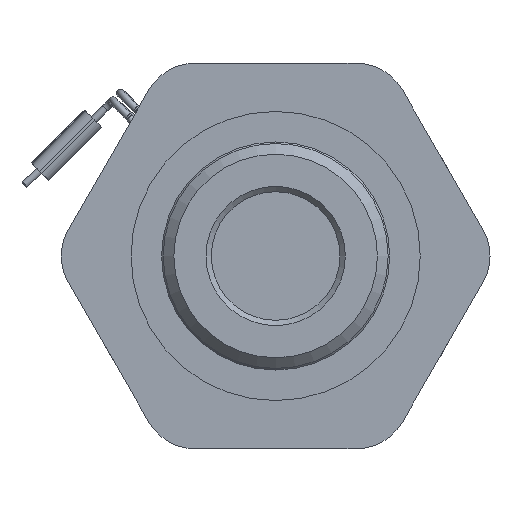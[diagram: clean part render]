
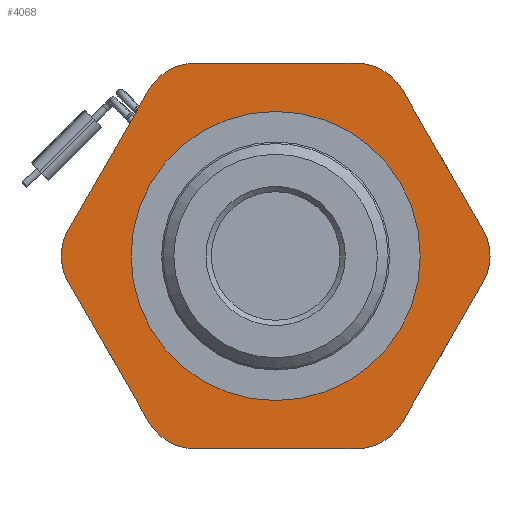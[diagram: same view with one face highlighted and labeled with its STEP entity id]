
A CAD part, front view. The second image highlights one B-rep face of the part: STEP entity #4068.
In plain terms, the highlighted planar face has unit normal (0, -1, 0).
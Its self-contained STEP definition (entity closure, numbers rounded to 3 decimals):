
#160 = FACE_OUTER_BOUND ( 'NONE', #3970, .T. ) ;
#209 = EDGE_CURVE ( 'NONE', #2371, #4803, #6650, .T. ) ;
#259 = VERTEX_POINT ( 'NONE', #4065 ) ;
#284 = FACE_BOUND ( 'NONE', #8646, .T. ) ;
#320 = DIRECTION ( 'NONE',  ( 0., -1., 0. ) ) ;
#598 = CARTESIAN_POINT ( 'NONE',  ( -7.506, -7., 18. ) ) ;
#715 = CARTESIAN_POINT ( 'NONE',  ( -11.836, -7., -15.5 ) ) ;
#759 = VECTOR ( 'NONE', #7781, 1000. ) ;
#917 = CIRCLE ( 'NONE', #4755, 5. ) ;
#1057 = VERTEX_POINT ( 'NONE', #4218 ) ;
#1063 = ORIENTED_EDGE ( 'NONE', *, *, #8373, .F. ) ;
#1192 = CARTESIAN_POINT ( 'NONE',  ( 18.963, -7., -3.154 ) ) ;
#1222 = ORIENTED_EDGE ( 'NONE', *, *, #3900, .F. ) ;
#1269 = LINE ( 'NONE', #4690, #6218 ) ;
#1303 = ORIENTED_EDGE ( 'NONE', *, *, #8135, .F. ) ;
#1312 = VECTOR ( 'NONE', #6610, 1000. ) ;
#1382 = VERTEX_POINT ( 'NONE', #1539 ) ;
#1393 = VERTEX_POINT ( 'NONE', #7559 ) ;
#1416 = CARTESIAN_POINT ( 'NONE',  ( 7.506, -7., 18. ) ) ;
#1425 = DIRECTION ( 'NONE',  ( 0., -1., 0. ) ) ;
#1474 = CARTESIAN_POINT ( 'NONE',  ( 13.5, -7., 0. ) ) ;
#1485 = DIRECTION ( 'NONE',  ( 0., -1., 0. ) ) ;
#1539 = CARTESIAN_POINT ( 'NONE',  ( 19.341, -7., -2.5 ) ) ;
#1644 = DIRECTION ( 'NONE',  ( 0., 0., -1. ) ) ;
#1748 = CARTESIAN_POINT ( 'NONE',  ( -7.506, -7., -13. ) ) ;
#1786 = VERTEX_POINT ( 'NONE', #1416 ) ;
#1916 = EDGE_CURVE ( 'NONE', #5912, #6234, #7685, .T. ) ;
#1937 = DIRECTION ( 'NONE',  ( 0.5, 0., -0.866 ) ) ;
#1939 = LINE ( 'NONE', #6389, #7196 ) ;
#2040 = LINE ( 'NONE', #7134, #2485 ) ;
#2127 = CARTESIAN_POINT ( 'NONE',  ( -12.213, -7., 14.846 ) ) ;
#2254 = VERTEX_POINT ( 'NONE', #5107 ) ;
#2346 = CARTESIAN_POINT ( 'NONE',  ( -15.011, -7., 0. ) ) ;
#2371 = VERTEX_POINT ( 'NONE', #598 ) ;
#2378 = ORIENTED_EDGE ( 'NONE', *, *, #8468, .F. ) ;
#2485 = VECTOR ( 'NONE', #1937, 1000. ) ;
#2599 = ORIENTED_EDGE ( 'NONE', *, *, #7498, .T. ) ;
#2606 = CIRCLE ( 'NONE', #8239, 5. ) ;
#2625 = CIRCLE ( 'NONE', #4805, 5. ) ;
#2725 = EDGE_CURVE ( 'NONE', #5912, #1393, #917, .T. ) ;
#2748 = DIRECTION ( 'NONE',  ( 0., 0., -1. ) ) ;
#2979 = VERTEX_POINT ( 'NONE', #5991 ) ;
#3065 = DIRECTION ( 'NONE',  ( 0., -1., 0. ) ) ;
#3069 = ORIENTED_EDGE ( 'NONE', *, *, #7998, .T. ) ;
#3098 = CIRCLE ( 'NONE', #3360, 5. ) ;
#3117 = DIRECTION ( 'NONE',  ( 0., 0., -1. ) ) ;
#3219 = LINE ( 'NONE', #1192, #1312 ) ;
#3315 = CIRCLE ( 'NONE', #7323, 5. ) ;
#3360 = AXIS2_PLACEMENT_3D ( 'NONE', #5529, #1485, #6192 ) ;
#3450 = DIRECTION ( 'NONE',  ( 0., 0., -1. ) ) ;
#3525 = ORIENTED_EDGE ( 'NONE', *, *, #7408, .F. ) ;
#3900 = EDGE_CURVE ( 'NONE', #2979, #2979, #6783, .T. ) ;
#3904 = ORIENTED_EDGE ( 'NONE', *, *, #5661, .T. ) ;
#3970 = EDGE_LOOP ( 'NONE', ( #1303, #7855, #6326, #2599, #6191, #4231, #2378, #3904, #3525, #7780, #1063, #3069 ) ) ;
#4045 = AXIS2_PLACEMENT_3D ( 'NONE', #6603, #1425, #2748 ) ;
#4065 = CARTESIAN_POINT ( 'NONE',  ( 11.836, -7., -15.5 ) ) ;
#4066 = DIRECTION ( 'NONE',  ( 0.5, 0., 0.866 ) ) ;
#4068 = ADVANCED_FACE ( 'NONE', ( #160, #284 ), #5495, .T. ) ;
#4144 = CARTESIAN_POINT ( 'NONE',  ( 7.506, -7., -13. ) ) ;
#4218 = CARTESIAN_POINT ( 'NONE',  ( 7.506, -7., -18. ) ) ;
#4231 = ORIENTED_EDGE ( 'NONE', *, *, #2725, .T. ) ;
#4353 = CARTESIAN_POINT ( 'NONE',  ( -19.341, -7., -2.5 ) ) ;
#4444 = EDGE_CURVE ( 'NONE', #1382, #5913, #3098, .T. ) ;
#4690 = CARTESIAN_POINT ( 'NONE',  ( 13.5, -7., -18. ) ) ;
#4755 = AXIS2_PLACEMENT_3D ( 'NONE', #1748, #5077, #3117 ) ;
#4770 = AXIS2_PLACEMENT_3D ( 'NONE', #1474, #6880, #6907 ) ;
#4775 = DIRECTION ( 'NONE',  ( 0., -1., 0. ) ) ;
#4803 = VERTEX_POINT ( 'NONE', #5911 ) ;
#4805 = AXIS2_PLACEMENT_3D ( 'NONE', #2346, #3065, #7052 ) ;
#4806 = CARTESIAN_POINT ( 'NONE',  ( 19.341, -7., 2.5 ) ) ;
#4849 = DIRECTION ( 'NONE',  ( 0., 0., -1. ) ) ;
#5077 = DIRECTION ( 'NONE',  ( 0., -1., 0. ) ) ;
#5107 = CARTESIAN_POINT ( 'NONE',  ( -19.341, -7., 2.5 ) ) ;
#5109 = CARTESIAN_POINT ( 'NONE',  ( -12.213, -7., -14.846 ) ) ;
#5178 = VECTOR ( 'NONE', #4066, 1000. ) ;
#5495 = PLANE ( 'NONE',  #4770 ) ;
#5529 = CARTESIAN_POINT ( 'NONE',  ( 15.011, -7., 0. ) ) ;
#5661 = EDGE_CURVE ( 'NONE', #1057, #259, #3315, .T. ) ;
#5910 = EDGE_CURVE ( 'NONE', #2254, #4803, #7216, .T. ) ;
#5911 = CARTESIAN_POINT ( 'NONE',  ( -11.836, -7., 15.5 ) ) ;
#5912 = VERTEX_POINT ( 'NONE', #715 ) ;
#5913 = VERTEX_POINT ( 'NONE', #4806 ) ;
#5991 = CARTESIAN_POINT ( 'NONE',  ( 0., -7., -13.5 ) ) ;
#6191 = ORIENTED_EDGE ( 'NONE', *, *, #1916, .F. ) ;
#6192 = DIRECTION ( 'NONE',  ( 0., 0., -1. ) ) ;
#6207 = DIRECTION ( 'NONE',  ( 0., -1., 0. ) ) ;
#6218 = VECTOR ( 'NONE', #6748, 1000. ) ;
#6234 = VERTEX_POINT ( 'NONE', #4353 ) ;
#6326 = ORIENTED_EDGE ( 'NONE', *, *, #5910, .F. ) ;
#6389 = CARTESIAN_POINT ( 'NONE',  ( 13.5, -7., 18. ) ) ;
#6603 = CARTESIAN_POINT ( 'NONE',  ( 0., -7., 0. ) ) ;
#6610 = DIRECTION ( 'NONE',  ( -0.5, 0., -0.866 ) ) ;
#6650 = CIRCLE ( 'NONE', #8148, 5. ) ;
#6748 = DIRECTION ( 'NONE',  ( -1., 0., 0. ) ) ;
#6783 = CIRCLE ( 'NONE', #4045, 13.5 ) ;
#6880 = DIRECTION ( 'NONE',  ( 0., -1., 0. ) ) ;
#6907 = DIRECTION ( 'NONE',  ( 0., 0., -1. ) ) ;
#7052 = DIRECTION ( 'NONE',  ( 0., 0., -1. ) ) ;
#7124 = CARTESIAN_POINT ( 'NONE',  ( -7.506, -7., 13. ) ) ;
#7134 = CARTESIAN_POINT ( 'NONE',  ( 18.963, -7., 3.154 ) ) ;
#7196 = VECTOR ( 'NONE', #7771, 1000. ) ;
#7216 = LINE ( 'NONE', #2127, #5178 ) ;
#7323 = AXIS2_PLACEMENT_3D ( 'NONE', #4144, #6207, #4849 ) ;
#7343 = CARTESIAN_POINT ( 'NONE',  ( 11.836, -7., 15.5 ) ) ;
#7408 = EDGE_CURVE ( 'NONE', #1382, #259, #3219, .T. ) ;
#7498 = EDGE_CURVE ( 'NONE', #2254, #6234, #2625, .T. ) ;
#7559 = CARTESIAN_POINT ( 'NONE',  ( -7.506, -7., -18. ) ) ;
#7685 = LINE ( 'NONE', #5109, #759 ) ;
#7771 = DIRECTION ( 'NONE',  ( 1., 0., 0. ) ) ;
#7780 = ORIENTED_EDGE ( 'NONE', *, *, #4444, .T. ) ;
#7781 = DIRECTION ( 'NONE',  ( -0.5, 0., 0.866 ) ) ;
#7855 = ORIENTED_EDGE ( 'NONE', *, *, #209, .T. ) ;
#7998 = EDGE_CURVE ( 'NONE', #8534, #1786, #2606, .T. ) ;
#8135 = EDGE_CURVE ( 'NONE', #2371, #1786, #1939, .T. ) ;
#8148 = AXIS2_PLACEMENT_3D ( 'NONE', #7124, #320, #1644 ) ;
#8154 = CARTESIAN_POINT ( 'NONE',  ( 7.506, -7., 13. ) ) ;
#8239 = AXIS2_PLACEMENT_3D ( 'NONE', #8154, #4775, #3450 ) ;
#8373 = EDGE_CURVE ( 'NONE', #8534, #5913, #2040, .T. ) ;
#8468 = EDGE_CURVE ( 'NONE', #1057, #1393, #1269, .T. ) ;
#8534 = VERTEX_POINT ( 'NONE', #7343 ) ;
#8646 = EDGE_LOOP ( 'NONE', ( #1222 ) ) ;
